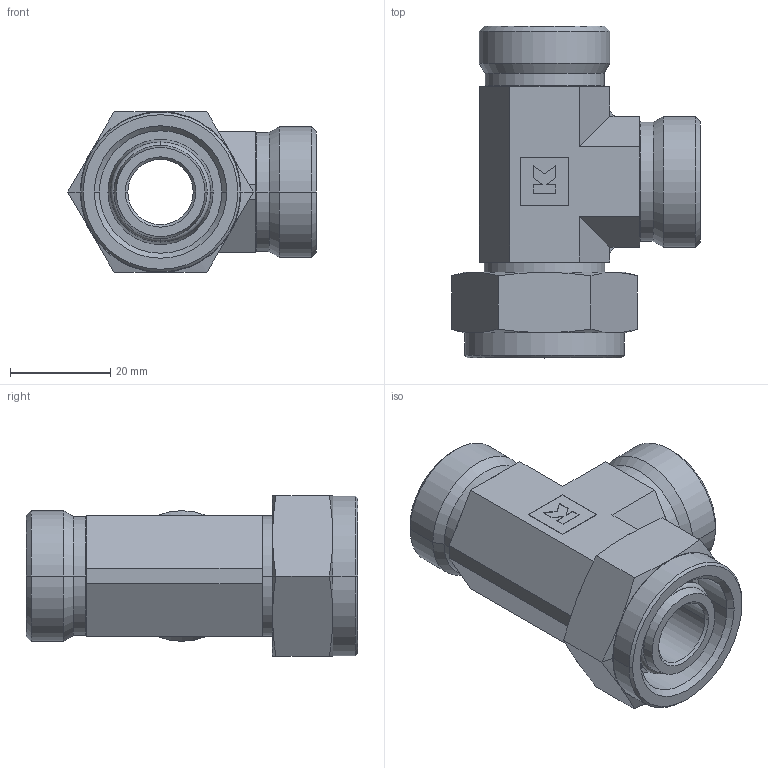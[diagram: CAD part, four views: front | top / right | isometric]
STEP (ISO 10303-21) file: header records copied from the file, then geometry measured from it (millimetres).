
FILE_DESCRIPTION( ( '' ), '1' );
FILE_NAME( '376811826.stp', '2012-08-13T09:49:43', ( '' ), ( '' ), ' ', ' ', ' ' );
FILE_SCHEMA( ( 'CONFIG_CONTROL_DESIGN' ) );
Length unit declared in the file: millimetre
Products named in the file (1): 1
Bounding box: 49.48 x 66.05 x 32 mm (x, y, z)
Volume: 30820.8 mm3; surface area: 14346.9 mm2
Topology: 1 solids, 2 shells, 163 faces, 383 edges, 236 vertices
Faces by surface type: plane 81, cone 44, cylinder 26, torus 12
Entity records: 4663 total; most frequent: CARTESIAN_POINT 831, DIRECTION 827, ORIENTED_EDGE 766, EDGE_CURVE 383, AXIS2_PLACEMENT_3D 304, VERTEX_POINT 236, LINE 219, VECTOR 219
